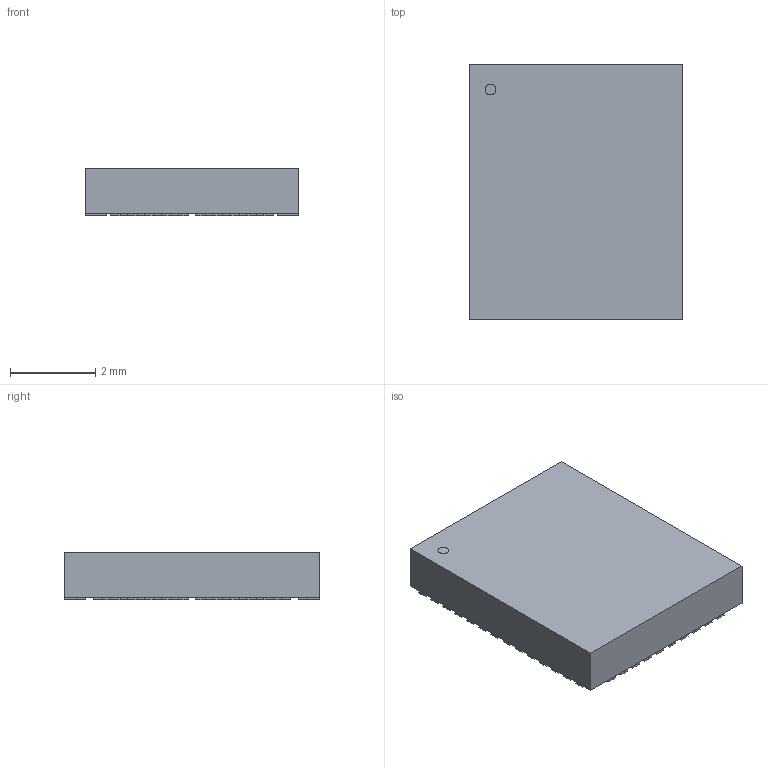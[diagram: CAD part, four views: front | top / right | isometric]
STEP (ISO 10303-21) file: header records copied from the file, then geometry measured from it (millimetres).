
FILE_DESCRIPTION(('STEP AP214'),'1');
FILE_NAME('05-08-1606_ADI','2024-08-19T07:18:58',(''),(''),'','','');
FILE_SCHEMA(('AUTOMOTIVE_DESIGN'));
Length unit declared in the file: millimetre
Products named in the file (1): product
Bounding box: 5 x 5.99 x 1.12 mm (x, y, z)
Volume: 33 mm3; surface area: 126.8 mm2
Topology: 54 solids, 54 shells, 321 faces, 639 edges, 426 vertices
Faces by surface type: plane 320, cylinder 1
Full cylindrical faces by diameter (mm): 0.25 x1
Entity records: 7861 total; most frequent: DIRECTION 1286, ORIENTED_EDGE 1276, CARTESIAN_POINT 751, EDGE_CURVE 638, LINE 636, VECTOR 636, VERTEX_POINT 426, AXIS2_PLACEMENT_3D 325
